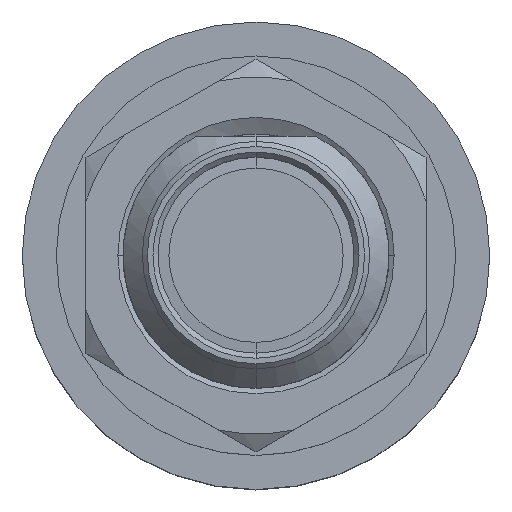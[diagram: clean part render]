
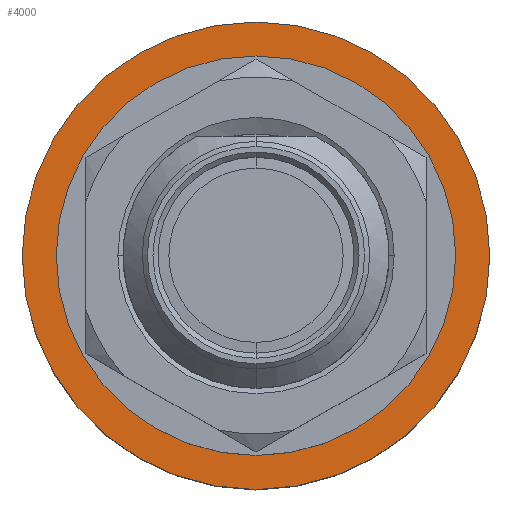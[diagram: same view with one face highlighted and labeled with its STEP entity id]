
A CAD part, top view. The second image highlights one B-rep face of the part: STEP entity #4000.
In plain terms, the highlighted planar face has unit normal (0, 0, 1).
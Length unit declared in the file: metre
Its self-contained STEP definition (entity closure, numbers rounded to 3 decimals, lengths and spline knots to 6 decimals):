
#294 = PLANE ( 'NONE',  #593 ) ;
#325 = AXIS2_PLACEMENT_3D ( 'NONE', #3769, #905, #4252 ) ;
#493 = DIRECTION ( 'NONE',  ( 0., 0., -1. ) ) ;
#593 = AXIS2_PLACEMENT_3D ( 'NONE', #4601, #5561, #2690 ) ;
#851 = FACE_OUTER_BOUND ( 'NONE', #3984, .T. ) ;
#905 = DIRECTION ( 'NONE',  ( 0., 0., -1. ) ) ;
#924 = VERTEX_POINT ( 'NONE', #2740 ) ;
#954 = VERTEX_POINT ( 'NONE', #3683 ) ;
#1352 = DIRECTION ( 'NONE',  ( 0., 0., -1. ) ) ;
#1891 = DIRECTION ( 'NONE',  ( 0., 0., -1. ) ) ;
#2058 = CIRCLE ( 'NONE', #5574, 0.0055 ) ;
#2102 = ORIENTED_EDGE ( 'NONE', *, *, #2905, .T. ) ;
#2125 = FACE_BOUND ( 'NONE', #3831, .T. ) ;
#2155 = VERTEX_POINT ( 'NONE', #3456 ) ;
#2645 = CIRCLE ( 'NONE', #3482, 0.0055 ) ;
#2690 = DIRECTION ( 'NONE',  ( 1., 0., 0. ) ) ;
#2740 = CARTESIAN_POINT ( 'NONE',  ( 0.0032, 0., -0.00667 ) ) ;
#2905 = EDGE_CURVE ( 'NONE', #924, #954, #4656, .T. ) ;
#3255 = EDGE_CURVE ( 'NONE', #2155, #4641, #2058, .T. ) ;
#3303 = EDGE_CURVE ( 'NONE', #954, #924, #4150, .T. ) ;
#3355 = CARTESIAN_POINT ( 'NONE',  ( 0., 0., -0.00667 ) ) ;
#3398 = ORIENTED_EDGE ( 'NONE', *, *, #3303, .T. ) ;
#3430 = AXIS2_PLACEMENT_3D ( 'NONE', #3355, #493, #3835 ) ;
#3456 = CARTESIAN_POINT ( 'NONE',  ( -0.0055, 0., -0.00667 ) ) ;
#3482 = AXIS2_PLACEMENT_3D ( 'NONE', #4759, #1891, #5244 ) ;
#3683 = CARTESIAN_POINT ( 'NONE',  ( -0.0032, 0., -0.00667 ) ) ;
#3769 = CARTESIAN_POINT ( 'NONE',  ( 0., 0., -0.00667 ) ) ;
#3831 = EDGE_LOOP ( 'NONE', ( #3398, #2102 ) ) ;
#3835 = DIRECTION ( 'NONE',  ( -1., 0., 0. ) ) ;
#3984 = EDGE_LOOP ( 'NONE', ( #6046, #4951 ) ) ;
#4000 = ADVANCED_FACE ( 'NONE', ( #2125, #851 ), #294, .T. ) ;
#4134 = CARTESIAN_POINT ( 'NONE',  ( 0., 0., -0.00667 ) ) ;
#4150 = CIRCLE ( 'NONE', #325, 0.0032 ) ;
#4157 = EDGE_CURVE ( 'NONE', #4641, #2155, #2645, .T. ) ;
#4223 = CARTESIAN_POINT ( 'NONE',  ( 0.0055, 0., -0.00667 ) ) ;
#4252 = DIRECTION ( 'NONE',  ( -1., 0., 0. ) ) ;
#4601 = CARTESIAN_POINT ( 'NONE',  ( 0., 0.0055, -0.00667 ) ) ;
#4641 = VERTEX_POINT ( 'NONE', #4223 ) ;
#4656 = CIRCLE ( 'NONE', #3430, 0.0032 ) ;
#4697 = DIRECTION ( 'NONE',  ( -1., 0., 0. ) ) ;
#4759 = CARTESIAN_POINT ( 'NONE',  ( 0., 0., -0.00667 ) ) ;
#4951 = ORIENTED_EDGE ( 'NONE', *, *, #4157, .F. ) ;
#5244 = DIRECTION ( 'NONE',  ( -1., 0., 0. ) ) ;
#5561 = DIRECTION ( 'NONE',  ( 0., 0., 1. ) ) ;
#5574 = AXIS2_PLACEMENT_3D ( 'NONE', #4134, #1352, #4697 ) ;
#6046 = ORIENTED_EDGE ( 'NONE', *, *, #3255, .F. ) ;
